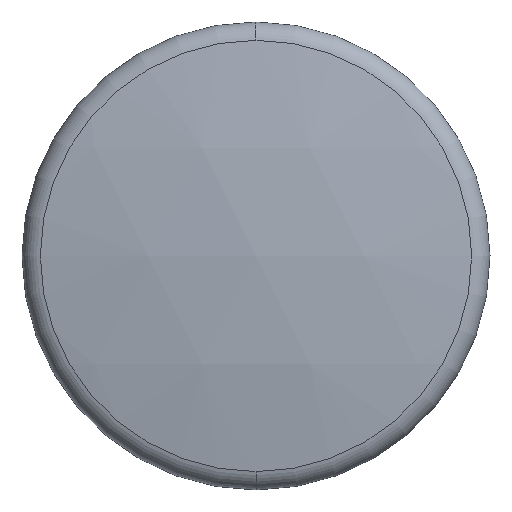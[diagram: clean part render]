
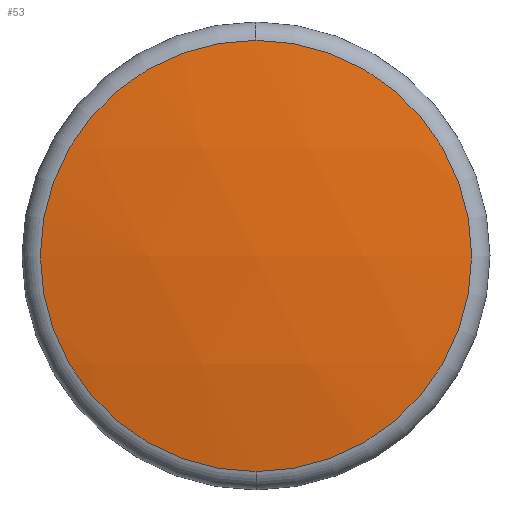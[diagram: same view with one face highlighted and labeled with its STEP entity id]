
A CAD part, top view. The second image highlights one B-rep face of the part: STEP entity #53.
In plain terms, the highlighted spherical face has radius 55 mm.
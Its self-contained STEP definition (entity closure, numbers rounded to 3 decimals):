
#53=ADVANCED_FACE('',(#102),#103,.T.);
#102=FACE_OUTER_BOUND('',#142,.T.);
#103=SPHERICAL_SURFACE('',#143,55.);
#142=EDGE_LOOP('',(#220,#221,#222));
#143=AXIS2_PLACEMENT_3D('',#223,#224,#225);
#220=ORIENTED_EDGE('',*,*,#246,.F.);
#221=ORIENTED_EDGE('',*,*,#245,.F.);
#222=ORIENTED_EDGE('',*,*,#239,.F.);
#223=CARTESIAN_POINT('',(0.,0.,-53.2));
#224=DIRECTION('',(0.0,-1.0,0.0));
#225=DIRECTION('',(1.0,0.0,0.0));
#239=EDGE_CURVE('',#277,#280,#281,.T.);
#245=EDGE_CURVE('',#280,#289,#290,.T.);
#246=EDGE_CURVE('',#289,#277,#291,.T.);
#277=VERTEX_POINT('',#326);
#280=VERTEX_POINT('',#329);
#281=CIRCLE('',#330,9.677);
#289=VERTEX_POINT('',#338);
#290=CIRCLE('',#339,9.677);
#291=CIRCLE('',#340,9.677);
#326=CARTESIAN_POINT('',(0.,9.677,0.942));
#329=CARTESIAN_POINT('',(0.,-9.677,0.942));
#330=AXIS2_PLACEMENT_3D('',#371,#372,#373);
#338=CARTESIAN_POINT('',(-9.677,0.,0.942));
#339=AXIS2_PLACEMENT_3D('',#386,#387,#388);
#340=AXIS2_PLACEMENT_3D('',#389,#390,#391);
#371=CARTESIAN_POINT('',(0.0,0.,0.942));
#372=DIRECTION('',(0.0,0.0,-1.0));
#373=DIRECTION('',(-1.0,0.0,0.0));
#386=CARTESIAN_POINT('',(0.0,0.,0.942));
#387=DIRECTION('',(0.0,0.0,-1.0));
#388=DIRECTION('',(-1.0,0.0,0.0));
#389=CARTESIAN_POINT('',(0.0,0.,0.942));
#390=DIRECTION('',(0.0,0.0,-1.0));
#391=DIRECTION('',(-1.0,0.0,0.0));
